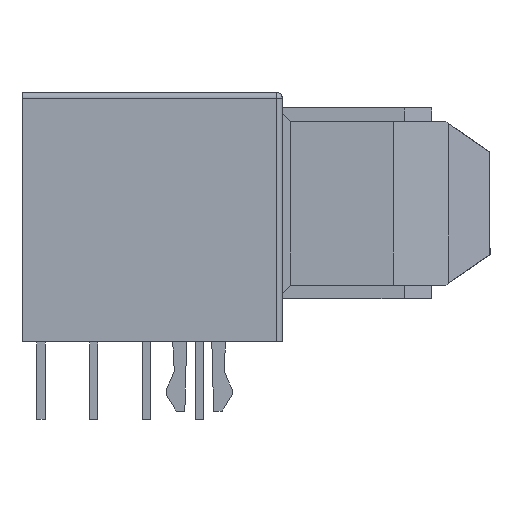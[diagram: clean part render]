
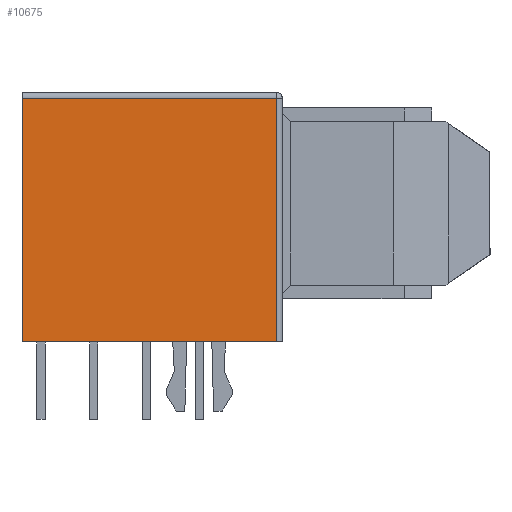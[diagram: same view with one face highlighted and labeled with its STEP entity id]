
A CAD part, left-side view. The second image highlights one B-rep face of the part: STEP entity #10675.
In plain terms, the highlighted planar face has unit normal (-1, 0, 0).
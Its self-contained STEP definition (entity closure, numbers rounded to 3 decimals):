
#3656 = DIRECTION ( 'NONE',  ( 0., 1., 0. ) ) ;
#3657 = VECTOR ( 'NONE', #3656, 1000. ) ;
#3658 = CARTESIAN_POINT ( 'NONE',  ( -31.7, -7.5, 3.8 ) ) ;
#3659 = LINE ( 'NONE', #3658, #3657 ) ;
#3682 = CARTESIAN_POINT ( 'NONE',  ( -31.7, 0.2, 3.8 ) ) ;
#3683 = DIRECTION ( 'NONE',  ( 0., 0., 1. ) ) ;
#3684 = VECTOR ( 'NONE', #3683, 1000. ) ;
#3685 = CARTESIAN_POINT ( 'NONE',  ( -31.7, 0.2, 4. ) ) ;
#3686 = DIRECTION ( 'NONE',  ( 0., 0., -1. ) ) ;
#3687 = DIRECTION ( 'NONE',  ( 1., 0., 0. ) ) ;
#3688 = AXIS2_PLACEMENT_3D ( 'NONE', #3690, #3687, #3686 ) ;
#3689 = LINE ( 'NONE', #3685, #3684 ) ;
#3690 = CARTESIAN_POINT ( 'NONE',  ( -31.7, -7.5, 4. ) ) ;
#3691 = PLANE ( 'NONE',  #3688 ) ;
#3692 = FACE_OUTER_BOUND ( 'NONE', #10676, .T. ) ;
#7466 = VERTEX_POINT ( 'NONE', #13946 ) ;
#7468 = EDGE_CURVE ( 'NONE', #7466, #7469, #13945, .T. ) ;
#7469 = VERTEX_POINT ( 'NONE', #14005 ) ;
#8021 = EDGE_CURVE ( 'NONE', #7469, #8022, #14747, .T. ) ;
#8022 = VERTEX_POINT ( 'NONE', #14807 ) ;
#10656 = EDGE_CURVE ( 'NONE', #10679, #8022, #3659, .T. ) ;
#10657 = ORIENTED_EDGE ( 'NONE', *, *, #8021, .F. ) ;
#10658 = ORIENTED_EDGE ( 'NONE', *, *, #7468, .F. ) ;
#10675 = ADVANCED_FACE ( 'NONE', ( #3692 ), #3691, .F. ) ;
#10676 = EDGE_LOOP ( 'NONE', ( #10677, #10680, #10657, #10658 ) ) ;
#10677 = ORIENTED_EDGE ( 'NONE', *, *, #10678, .T. ) ;
#10678 = EDGE_CURVE ( 'NONE', #7466, #10679, #3689, .T. ) ;
#10679 = VERTEX_POINT ( 'NONE', #3682 ) ;
#10680 = ORIENTED_EDGE ( 'NONE', *, *, #10656, .T. ) ;
#13944 = CARTESIAN_POINT ( 'NONE',  ( -31.7, 9.4, -5. ) ) ;
#13945 = LINE ( 'NONE', #13944, #14007 ) ;
#13946 = CARTESIAN_POINT ( 'NONE',  ( -31.7, 0.2, -5. ) ) ;
#14005 = CARTESIAN_POINT ( 'NONE',  ( -31.7, 9.4, -5. ) ) ;
#14006 = DIRECTION ( 'NONE',  ( 0., 1., 0. ) ) ;
#14007 = VECTOR ( 'NONE', #14006, 1000. ) ;
#14745 = VECTOR ( 'NONE', #14808, 1000. ) ;
#14746 = CARTESIAN_POINT ( 'NONE',  ( -31.7, 9.4, 4. ) ) ;
#14747 = LINE ( 'NONE', #14746, #14745 ) ;
#14807 = CARTESIAN_POINT ( 'NONE',  ( -31.7, 9.4, 3.8 ) ) ;
#14808 = DIRECTION ( 'NONE',  ( 0., 0., 1. ) ) ;
